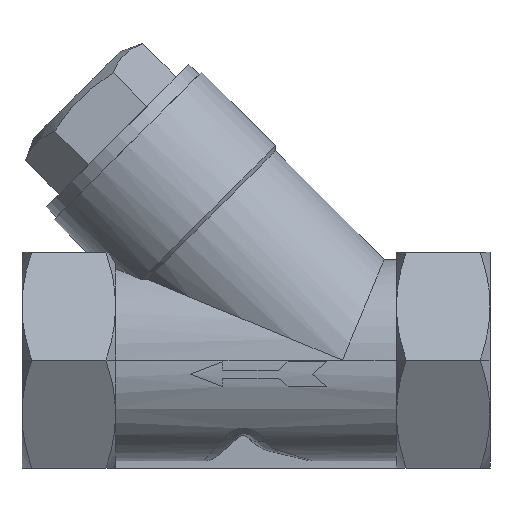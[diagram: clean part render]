
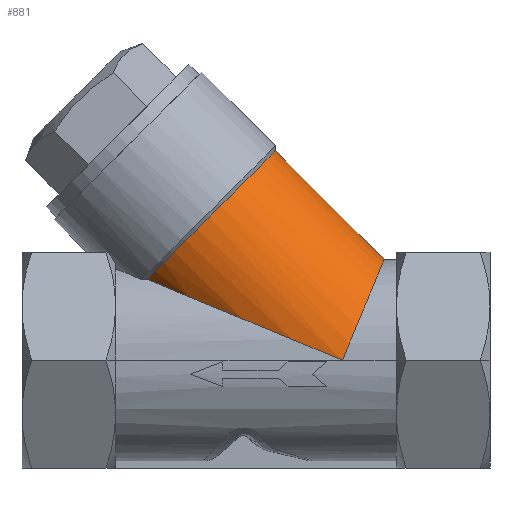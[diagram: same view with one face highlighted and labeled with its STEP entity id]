
A CAD part, top view. The second image highlights one B-rep face of the part: STEP entity #881.
In plain terms, the highlighted cylindrical face has radius 14 mm (diameter 28 mm), a partial arc.
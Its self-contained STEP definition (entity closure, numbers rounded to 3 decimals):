
#23 = CARTESIAN_POINT ( 'NONE',  ( 2.709, 29.09, 0. ) ) ;
#44 = CARTESIAN_POINT ( 'NONE',  ( 12., 0., 14. ) ) ;
#49 = CARTESIAN_POINT ( 'NONE',  ( -15.14, 11.242, 8.344 ) ) ;
#58 = CARTESIAN_POINT ( 'NONE',  ( 17.799, 14., 0. ) ) ;
#83 = VERTEX_POINT ( 'NONE', #58 ) ;
#179 = EDGE_LOOP ( 'NONE', ( #3538, #3539, #3540, #3541 ) ) ;
#216 = VERTEX_POINT ( 'NONE', #44 ) ;
#227 = VERTEX_POINT ( 'NONE', #49 ) ;
#345 = DIRECTION ( 'NONE',  ( 0.707, 0.707, 0. ) ) ;
#347 = DIRECTION ( 'NONE',  ( 0.707, -0.707, 0. ) ) ;
#349 = CARTESIAN_POINT ( 'NONE',  ( 12., 0., 0. ) ) ;
#716 = CARTESIAN_POINT ( 'NONE',  ( 21.899, 9.899, 0. ) ) ;
#717 = DIRECTION ( 'NONE',  ( 0.707, -0.707, 0. ) ) ;
#737 = VERTEX_POINT ( 'NONE', #23 ) ;
#881 = ADVANCED_FACE ( 'NONE', ( #3774 ), #3780, .T. ) ;
#972 = EDGE_CURVE ( 'NONE', #737, #83, #2221, .T. ) ;
#984 = EDGE_CURVE ( 'NONE', #227, #216, #3911, .T. ) ;
#986 = EDGE_CURVE ( 'NONE', #216, #83, #3913, .T. ) ;
#1090 = CARTESIAN_POINT ( 'NONE',  ( -8.642, 8.55, 11.97 ) ) ;
#1091 = CARTESIAN_POINT ( 'NONE',  ( -15.14, 11.242, 8.344 ) ) ;
#1098 = CARTESIAN_POINT ( 'NONE',  ( 1.098, 4.516, 14. ) ) ;
#1099 = CARTESIAN_POINT ( 'NONE',  ( 12., 0., 14. ) ) ;
#1100 = CARTESIAN_POINT ( 'NONE',  ( 12., 0., 14. ) ) ;
#1101 = CARTESIAN_POINT ( 'NONE',  ( 15.397, 8.201, 14. ) ) ;
#1104 = CARTESIAN_POINT ( 'NONE',  ( 17.799, 14., 8.201 ) ) ;
#1105 = CARTESIAN_POINT ( 'NONE',  ( 17.799, 14., 0. ) ) ;
#1994 = EDGE_CURVE ( 'NONE', #737, #227, #2409, .T. ) ;
#2076 = AXIS2_PLACEMENT_3D ( 'NONE', #349, #347, #345 ) ;
#2184 = AXIS2_PLACEMENT_3D ( 'NONE', #2938, #2939, #2940 ) ;
#2221 = LINE ( 'NONE', #716, #2222 ) ;
#2222 = VECTOR ( 'NONE', #717, 1000. ) ;
#2409 = CIRCLE ( 'NONE', #2184, 14. ) ;
#2938 = CARTESIAN_POINT ( 'NONE',  ( -7.191, 19.191, 0. ) ) ;
#2939 = DIRECTION ( 'NONE',  ( 0.707, -0.707, 0. ) ) ;
#2940 = DIRECTION ( 'NONE',  ( 0.707, 0.707, 0. ) ) ;
#3538 = ORIENTED_EDGE ( 'NONE', *, *, #972, .F. ) ;
#3539 = ORIENTED_EDGE ( 'NONE', *, *, #1994, .T. ) ;
#3540 = ORIENTED_EDGE ( 'NONE', *, *, #984, .T. ) ;
#3541 = ORIENTED_EDGE ( 'NONE', *, *, #986, .T. ) ;
#3774 = FACE_OUTER_BOUND ( 'NONE', #179, .T. ) ;
#3780 = CYLINDRICAL_SURFACE ( 'NONE', #2076, 14. ) ;
#3911 =( BOUNDED_CURVE ( )  B_SPLINE_CURVE ( 3, ( #1091, #1090, #1098, #1099 ),
 .UNSPECIFIED., .F., .F. ) 
 B_SPLINE_CURVE_WITH_KNOTS ( ( 4, 4 ),
 ( 3.78, 4.712 ),
 .UNSPECIFIED. ) 
 CURVE ( )  GEOMETRIC_REPRESENTATION_ITEM ( )  RATIONAL_B_SPLINE_CURVE ( ( 1., 0.929, 0.929, 1. ) ) 
 REPRESENTATION_ITEM ( '' )  );
#3913 =( BOUNDED_CURVE ( )  B_SPLINE_CURVE ( 3, ( #1100, #1101, #1104, #1105 ),
 .UNSPECIFIED., .F., .F. ) 
 B_SPLINE_CURVE_WITH_KNOTS ( ( 4, 4 ),
 ( 4.712, 6.283 ),
 .UNSPECIFIED. ) 
 CURVE ( )  GEOMETRIC_REPRESENTATION_ITEM ( )  RATIONAL_B_SPLINE_CURVE ( ( 1., 0.805, 0.805, 1. ) ) 
 REPRESENTATION_ITEM ( '' )  );
